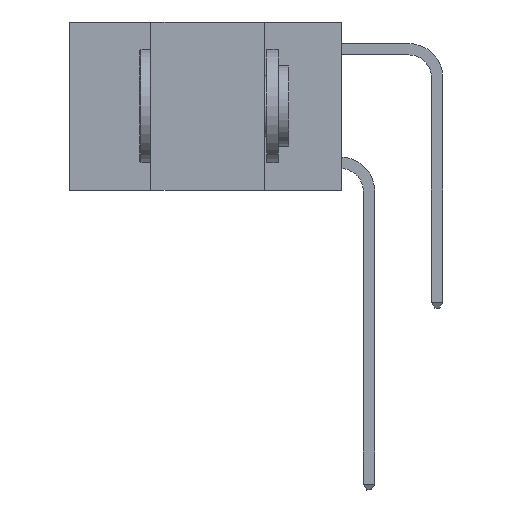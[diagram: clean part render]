
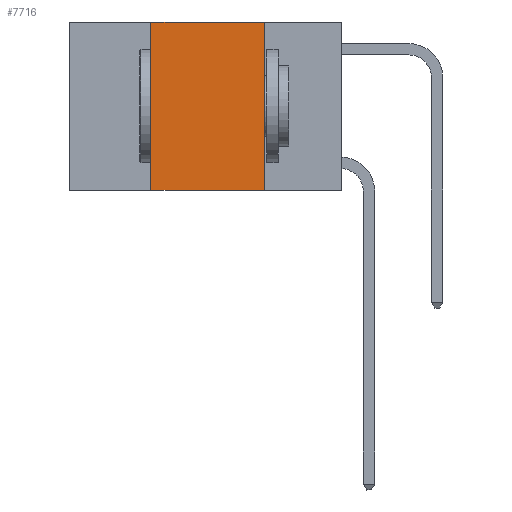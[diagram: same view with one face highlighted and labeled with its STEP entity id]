
A CAD part, left-side view. The second image highlights one B-rep face of the part: STEP entity #7716.
In plain terms, the highlighted planar face has unit normal (-1, 0, 0).
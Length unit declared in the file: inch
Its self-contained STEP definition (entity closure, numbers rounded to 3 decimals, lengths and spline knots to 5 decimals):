
#453 = AXIS2_PLACEMENT_3D ( 'NONE', #14086, #1278, #16634 ) ;
#1278 = DIRECTION ( 'NONE',  ( 1., 0., 0. ) ) ;
#2745 = VERTEX_POINT ( 'NONE', #8222 ) ;
#3798 = EDGE_CURVE ( 'NONE', #4930, #4936, #6236, .T. ) ;
#4255 = VECTOR ( 'NONE', #11437, 39.37008 ) ;
#4277 = CARTESIAN_POINT ( 'NONE',  ( 0., 0.42, 0. ) ) ;
#4856 = LINE ( 'NONE', #19207, #12144 ) ;
#4930 = VERTEX_POINT ( 'NONE', #13723 ) ;
#4936 = VERTEX_POINT ( 'NONE', #16764 ) ;
#4940 = ORIENTED_EDGE ( 'NONE', *, *, #3798, .F. ) ;
#4947 = DIRECTION ( 'NONE',  ( 0., -1., 0. ) ) ;
#6101 = VECTOR ( 'NONE', #11977, 39.37008 ) ;
#6236 = LINE ( 'NONE', #12570, #4255 ) ;
#7153 = VERTEX_POINT ( 'NONE', #9984 ) ;
#7395 = LINE ( 'NONE', #16776, #6101 ) ;
#7716 = ADVANCED_FACE ( 'NONE', ( #15054 ), #9192, .F. ) ;
#8222 = CARTESIAN_POINT ( 'NONE',  ( 0., 0.42, 0. ) ) ;
#9192 = PLANE ( 'NONE',  #453 ) ;
#9811 = VECTOR ( 'NONE', #18428, 39.37008 ) ;
#9984 = CARTESIAN_POINT ( 'NONE',  ( 0., 0.42, -0.37 ) ) ;
#10692 = ORIENTED_EDGE ( 'NONE', *, *, #12023, .T. ) ;
#10810 = ORIENTED_EDGE ( 'NONE', *, *, #14174, .F. ) ;
#11298 = EDGE_LOOP ( 'NONE', ( #4940, #17323, #10810, #10692 ) ) ;
#11437 = DIRECTION ( 'NONE',  ( 0., 0., -1. ) ) ;
#11977 = DIRECTION ( 'NONE',  ( 0., -1., 0. ) ) ;
#12023 = EDGE_CURVE ( 'NONE', #7153, #4936, #4856, .T. ) ;
#12144 = VECTOR ( 'NONE', #4947, 39.37008 ) ;
#12570 = CARTESIAN_POINT ( 'NONE',  ( 0., 0.17, 0. ) ) ;
#13723 = CARTESIAN_POINT ( 'NONE',  ( 0., 0.17, 0. ) ) ;
#14086 = CARTESIAN_POINT ( 'NONE',  ( 0., 0.6, 0. ) ) ;
#14174 = EDGE_CURVE ( 'NONE', #7153, #2745, #18322, .T. ) ;
#15054 = FACE_OUTER_BOUND ( 'NONE', #11298, .T. ) ;
#16634 = DIRECTION ( 'NONE',  ( 0., 0., -1. ) ) ;
#16764 = CARTESIAN_POINT ( 'NONE',  ( 0., 0.17, -0.37 ) ) ;
#16776 = CARTESIAN_POINT ( 'NONE',  ( 0., 0.6, 0. ) ) ;
#16890 = EDGE_CURVE ( 'NONE', #2745, #4930, #7395, .T. ) ;
#17323 = ORIENTED_EDGE ( 'NONE', *, *, #16890, .F. ) ;
#18322 = LINE ( 'NONE', #4277, #9811 ) ;
#18428 = DIRECTION ( 'NONE',  ( 0., 0., 1. ) ) ;
#19207 = CARTESIAN_POINT ( 'NONE',  ( 0., 0.6, -0.37 ) ) ;
